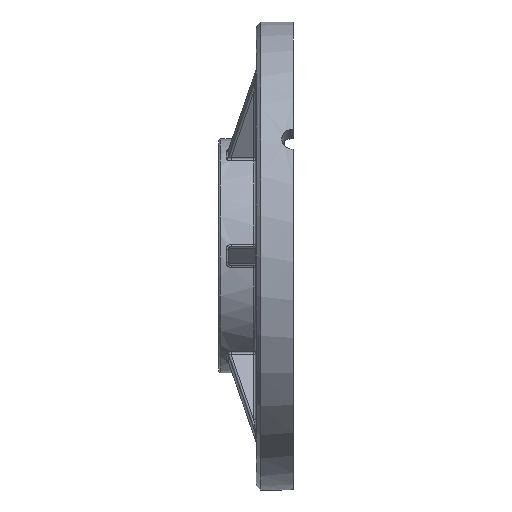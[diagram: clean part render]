
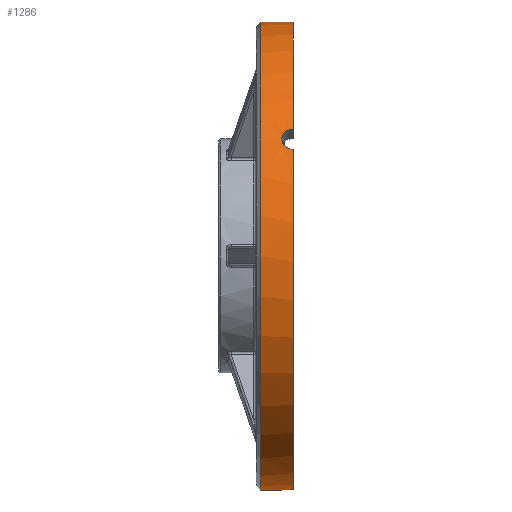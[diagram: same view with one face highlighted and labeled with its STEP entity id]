
A CAD part, left-side view. The second image highlights one B-rep face of the part: STEP entity #1286.
In plain terms, the highlighted cylindrical face has radius 50 mm (diameter 100 mm), a partial arc.
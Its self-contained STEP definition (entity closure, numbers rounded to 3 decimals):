
#11 = CARTESIAN_POINT ( 'NONE',  ( -1.523, 1.989, -49.977 ) ) ;
#206 = CARTESIAN_POINT ( 'NONE',  ( 0., 7., 50. ) ) ;
#239 = FACE_OUTER_BOUND ( 'NONE', #1760, .T. ) ;
#881 = CIRCLE ( 'NONE', #2540, 50. ) ;
#882 = CARTESIAN_POINT ( 'NONE',  ( -43.915, 2.169, 23.907 ) ) ;
#930 = CARTESIAN_POINT ( 'NONE',  ( -42.975, 2.421, 25.557 ) ) ;
#982 = CARTESIAN_POINT ( 'NONE',  ( -44.044, 1.987, 23.667 ) ) ;
#1019 = VERTEX_POINT ( 'NONE', #8921 ) ;
#1028 = CARTESIAN_POINT ( 'NONE',  ( -42.52, 1.99, 26.307 ) ) ;
#1047 = CARTESIAN_POINT ( 'NONE',  ( 0., 0., 0. ) ) ;
#1065 = ORIENTED_EDGE ( 'NONE', *, *, #3568, .T. ) ;
#1076 = CARTESIAN_POINT ( 'NONE',  ( -44.497, 0., 22.804 ) ) ;
#1207 = VERTEX_POINT ( 'NONE', #4714 ) ;
#1272 = VECTOR ( 'NONE', #3852, 1000. ) ;
#1286 = ADVANCED_FACE ( 'NONE', ( #239 ), #1703, .T. ) ;
#1361 = EDGE_CURVE ( 'NONE', #2649, #7657, #881, .T. ) ;
#1479 = CARTESIAN_POINT ( 'NONE',  ( -0.805, 2.372, -49.994 ) ) ;
#1589 = CARTESIAN_POINT ( 'NONE',  ( -42.452, 1.884, 26.416 ) ) ;
#1683 = CARTESIAN_POINT ( 'NONE',  ( -42.177, 1.255, 26.854 ) ) ;
#1703 = CYLINDRICAL_SURFACE ( 'NONE', #4806, 50. ) ;
#1735 = CARTESIAN_POINT ( 'NONE',  ( -44.267, 1.536, 23.249 ) ) ;
#1760 = EDGE_LOOP ( 'NONE', ( #4706, #1065, #6020, #2323, #2912, #6320, #6166 ) ) ;
#1861 = AXIS2_PLACEMENT_3D ( 'NONE', #6909, #4815, #7714 ) ;
#2088 = CARTESIAN_POINT ( 'NONE',  ( -0.647, 2.42, -49.996 ) ) ;
#2198 = DIRECTION ( 'NONE',  ( 0., 1., 0. ) ) ;
#2256 = CARTESIAN_POINT ( 'NONE',  ( 0., 7., 0. ) ) ;
#2323 = ORIENTED_EDGE ( 'NONE', *, *, #7011, .T. ) ;
#2389 = CARTESIAN_POINT ( 'NONE',  ( -44.439, 0.806, 22.917 ) ) ;
#2436 = CARTESIAN_POINT ( 'NONE',  ( -42.737, 2.248, 25.953 ) ) ;
#2503 = DIRECTION ( 'NONE',  ( 0., 1., 0. ) ) ;
#2540 = AXIS2_PLACEMENT_3D ( 'NONE', #1047, #8142, #3826 ) ;
#2649 = VERTEX_POINT ( 'NONE', #4852 ) ;
#2841 = CARTESIAN_POINT ( 'NONE',  ( -1.252, 2.17, -49.985 ) ) ;
#2862 = DIRECTION ( 'NONE',  ( 0., 0., -1. ) ) ;
#2912 = ORIENTED_EDGE ( 'NONE', *, *, #1361, .T. ) ;
#3568 = EDGE_CURVE ( 'NONE', #9265, #1207, #6199, .T. ) ;
#3577 = B_SPLINE_CURVE_WITH_KNOTS ( 'NONE', 3,
 ( #1076, #5375, #8269, #4658, #2389, #7557, #1735, #5276, #982, #882, #7404, #6036, #3945, #8071, #4614, #8926, #7510, #930, #5986, #2436, #3756, #1028, #1589, #4517, #3803, #1683, #7457, #6751, #4465, #6653 ),
 .UNSPECIFIED., .F., .F.,
 ( 4, 2, 2, 2, 2, 2, 2, 2, 2, 2, 2, 2, 2, 2, 4 ),
 ( 0.008, 0.008, 0.009, 0.01, 0.01, 0.011, 0.011, 0.012, 0.012, 0.013, 0.013, 0.014, 0.014, 0.015, 0.016 ),
 .UNSPECIFIED. ) ;
#3751 = CARTESIAN_POINT ( 'NONE',  ( 0., 89.287, -50. ) ) ;
#3756 = CARTESIAN_POINT ( 'NONE',  ( -42.663, 2.171, 26.075 ) ) ;
#3803 = CARTESIAN_POINT ( 'NONE',  ( -42.274, 1.528, 26.7 ) ) ;
#3826 = DIRECTION ( 'NONE',  ( 0., 0., 1. ) ) ;
#3852 = DIRECTION ( 'NONE',  ( 0., 1., 0. ) ) ;
#3945 = CARTESIAN_POINT ( 'NONE',  ( -43.622, 2.42, 24.436 ) ) ;
#4110 = CARTESIAN_POINT ( 'NONE',  ( -44.497, 0., 22.804 ) ) ;
#4465 = CARTESIAN_POINT ( 'NONE',  ( -41.997, 0.33, 27.134 ) ) ;
#4517 = CARTESIAN_POINT ( 'NONE',  ( -42.33, 1.654, 26.612 ) ) ;
#4564 = VECTOR ( 'NONE', #2198, 1000. ) ;
#4614 = CARTESIAN_POINT ( 'NONE',  ( -43.385, 2.5, 24.855 ) ) ;
#4658 = CARTESIAN_POINT ( 'NONE',  ( -44.461, 0.648, 22.875 ) ) ;
#4674 = CARTESIAN_POINT ( 'NONE',  ( 0., 89.287, 0. ) ) ;
#4706 = ORIENTED_EDGE ( 'NONE', *, *, #8204, .F. ) ;
#4714 = CARTESIAN_POINT ( 'NONE',  ( -2.5, 0., -49.937 ) ) ;
#4806 = AXIS2_PLACEMENT_3D ( 'NONE', #4674, #2503, #8992 ) ;
#4813 = EDGE_CURVE ( 'NONE', #1207, #6370, #6540, .T. ) ;
#4815 = DIRECTION ( 'NONE',  ( 0., 1., 0. ) ) ;
#4852 = CARTESIAN_POINT ( 'NONE',  ( -41.997, 0., 27.134 ) ) ;
#4862 = EDGE_CURVE ( 'NONE', #8655, #1019, #4870, .T. ) ;
#4870 = CIRCLE ( 'NONE', #8812, 50. ) ;
#4933 = CARTESIAN_POINT ( 'NONE',  ( 0., 89.287, 50. ) ) ;
#4971 = CARTESIAN_POINT ( 'NONE',  ( -2.169, 1.255, -49.953 ) ) ;
#5016 = CARTESIAN_POINT ( 'NONE',  ( -1.108, 2.247, -49.988 ) ) ;
#5069 = CARTESIAN_POINT ( 'NONE',  ( -2.246, 1.109, -49.95 ) ) ;
#5276 = CARTESIAN_POINT ( 'NONE',  ( -44.105, 1.882, 23.554 ) ) ;
#5375 = CARTESIAN_POINT ( 'NONE',  ( -44.497, 0.163, 22.804 ) ) ;
#5685 = CARTESIAN_POINT ( 'NONE',  ( -0.328, 2.484, -49.999 ) ) ;
#5986 = CARTESIAN_POINT ( 'NONE',  ( -42.894, 2.373, 25.693 ) ) ;
#6020 = ORIENTED_EDGE ( 'NONE', *, *, #4813, .T. ) ;
#6036 = CARTESIAN_POINT ( 'NONE',  ( -43.7, 2.372, 24.297 ) ) ;
#6166 = ORIENTED_EDGE ( 'NONE', *, *, #4862, .T. ) ;
#6199 = B_SPLINE_CURVE_WITH_KNOTS ( 'NONE', 3,
 ( #8536, #7157, #5685, #2088, #1479, #5016, #2841, #11, #8576, #6304, #7961, #4971, #5069, #8622, #9238, #6398 ),
 .UNSPECIFIED., .F., .F.,
 ( 4, 2, 2, 2, 2, 2, 2, 4 ),
 ( 0.012, 0.012, 0.013, 0.013, 0.014, 0.014, 0.015, 0.016 ),
 .UNSPECIFIED. ) ;
#6304 = CARTESIAN_POINT ( 'NONE',  ( -1.883, 1.653, -49.965 ) ) ;
#6320 = ORIENTED_EDGE ( 'NONE', *, *, #9307, .T. ) ;
#6370 = VERTEX_POINT ( 'NONE', #4110 ) ;
#6389 = CARTESIAN_POINT ( 'NONE',  ( 0., 0., 50. ) ) ;
#6398 = CARTESIAN_POINT ( 'NONE',  ( -2.5, 0., -49.937 ) ) ;
#6540 = CIRCLE ( 'NONE', #1861, 50. ) ;
#6653 = CARTESIAN_POINT ( 'NONE',  ( -41.997, 0., 27.134 ) ) ;
#6751 = CARTESIAN_POINT ( 'NONE',  ( -42.033, 0.659, 27.078 ) ) ;
#6909 = CARTESIAN_POINT ( 'NONE',  ( 0., 0., 0. ) ) ;
#7011 = EDGE_CURVE ( 'NONE', #6370, #2649, #3577, .T. ) ;
#7157 = CARTESIAN_POINT ( 'NONE',  ( -0.165, 2.5, -50. ) ) ;
#7168 = CARTESIAN_POINT ( 'NONE',  ( 0., 2.5, -50. ) ) ;
#7308 = LINE ( 'NONE', #3751, #1272 ) ;
#7404 = CARTESIAN_POINT ( 'NONE',  ( -43.846, 2.246, 24.033 ) ) ;
#7457 = CARTESIAN_POINT ( 'NONE',  ( -42.134, 1.11, 26.92 ) ) ;
#7510 = CARTESIAN_POINT ( 'NONE',  ( -43.138, 2.484, 25.282 ) ) ;
#7557 = CARTESIAN_POINT ( 'NONE',  ( -44.353, 1.257, 23.084 ) ) ;
#7657 = VERTEX_POINT ( 'NONE', #6389 ) ;
#7714 = DIRECTION ( 'NONE',  ( 0., 0., 1. ) ) ;
#7961 = CARTESIAN_POINT ( 'NONE',  ( -1.986, 1.527, -49.961 ) ) ;
#8071 = CARTESIAN_POINT ( 'NONE',  ( -43.465, 2.484, 24.714 ) ) ;
#8142 = DIRECTION ( 'NONE',  ( 0., 1., 0. ) ) ;
#8204 = EDGE_CURVE ( 'NONE', #9265, #1019, #7308, .T. ) ;
#8269 = CARTESIAN_POINT ( 'NONE',  ( -44.49, 0.325, 22.818 ) ) ;
#8536 = CARTESIAN_POINT ( 'NONE',  ( 0., 2.5, -50. ) ) ;
#8576 = CARTESIAN_POINT ( 'NONE',  ( -1.652, 1.884, -49.973 ) ) ;
#8622 = CARTESIAN_POINT ( 'NONE',  ( -2.434, 0.658, -49.941 ) ) ;
#8632 = LINE ( 'NONE', #4933, #4564 ) ;
#8655 = VERTEX_POINT ( 'NONE', #206 ) ;
#8744 = DIRECTION ( 'NONE',  ( 0., -1., 0. ) ) ;
#8812 = AXIS2_PLACEMENT_3D ( 'NONE', #2256, #8744, #2862 ) ;
#8921 = CARTESIAN_POINT ( 'NONE',  ( 0., 7., -50. ) ) ;
#8926 = CARTESIAN_POINT ( 'NONE',  ( -43.22, 2.5, 25.141 ) ) ;
#8992 = DIRECTION ( 'NONE',  ( 0., 0., 1. ) ) ;
#9238 = CARTESIAN_POINT ( 'NONE',  ( -2.5, 0.33, -49.937 ) ) ;
#9265 = VERTEX_POINT ( 'NONE', #7168 ) ;
#9307 = EDGE_CURVE ( 'NONE', #7657, #8655, #8632, .T. ) ;
